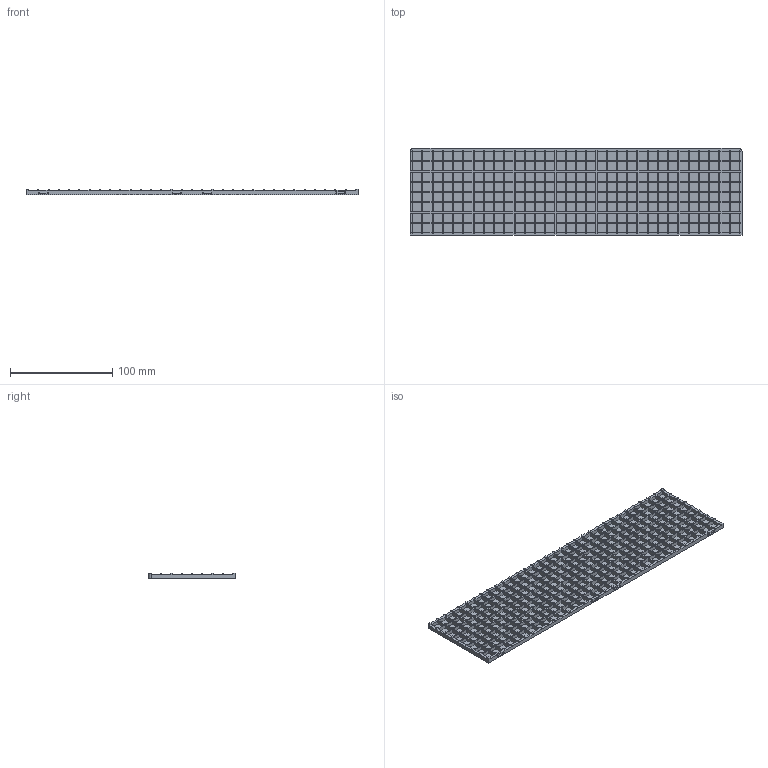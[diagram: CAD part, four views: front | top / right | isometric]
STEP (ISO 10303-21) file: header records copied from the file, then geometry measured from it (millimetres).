
FILE_DESCRIPTION(/* description */ ('STEP AP242','CAx-IF Rec.Pracs.---Representation and Presentation of Product Manufacturing Information (PMI)---4.0---2014-10-13','CAx-IF Rec.Pracs.---3D Tessellated Geometry---0.4---2014-09-14','2;1'),/* implementation_level */ '2;1');
FILE_NAME(/* name */ '66576594cea0f82a6c9ba061',/* time_stamp */ '2024-05-29T17:27:51Z',/* author */ (''),/* organization */ (''),/* preprocessor_version */ 'ST-DEVELOPER v20',/* originating_system */ ' ',/* authorisation */ ' ');
FILE_SCHEMA (('AP242_MANAGED_MODEL_BASED_3D_ENGINEERING_MIM_LF { 1 0 10303 442 1 1 4 }'));
Products named in the file (1): diffuser_right
Bounding box: 324 x 85 x 5 mm (x, y, z)
Volume: 33006.7 mm3; surface area: 93083.4 mm2
Topology: 1 solids, 1 shells, 3264 faces, 6706 edges, 3452 vertices
Faces by surface type: plane 3238, cylinder 26
Entity records: 80040 total; most frequent: CARTESIAN_POINT 13423, ORIENTED_EDGE 13412, DIRECTION 13272, EDGE_CURVE 6706, LINE 6670, VECTOR 6670, VERTEX_POINT 3452, AXIS2_PLACEMENT_3D 3301
